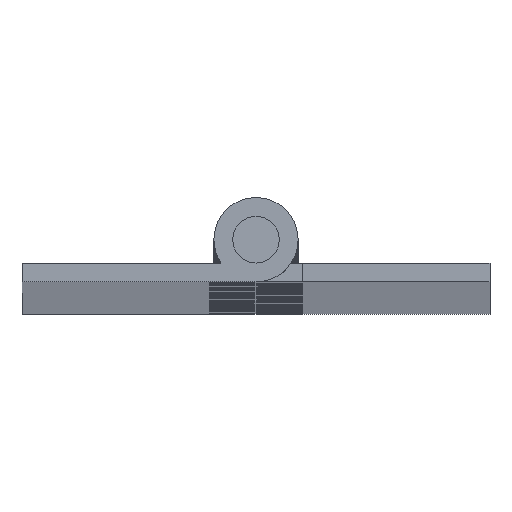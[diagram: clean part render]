
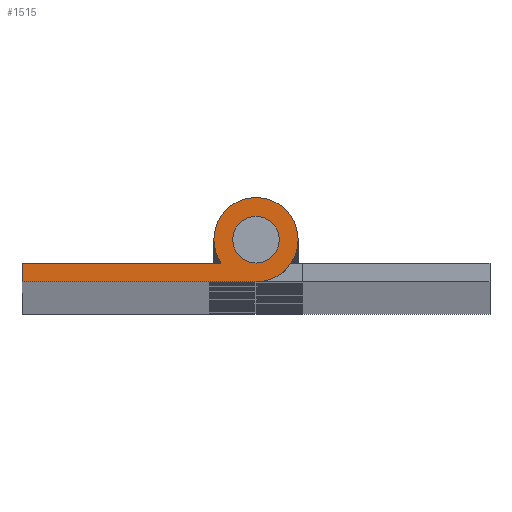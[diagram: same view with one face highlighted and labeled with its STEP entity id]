
A CAD part, top view. The second image highlights one B-rep face of the part: STEP entity #1515.
In plain terms, the highlighted planar face has unit normal (0, 0, 1).
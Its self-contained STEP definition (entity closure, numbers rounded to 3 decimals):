
#211 = VERTEX_POINT ( 'NONE', #3492 ) ;
#378 = DIRECTION ( 'NONE',  ( 0., 0., 1. ) ) ;
#474 = LINE ( 'NONE', #8082, #9276 ) ;
#502 = DIRECTION ( 'NONE',  ( 0., 0., 1. ) ) ;
#599 = VERTEX_POINT ( 'NONE', #9891 ) ;
#753 = VECTOR ( 'NONE', #11546, 1000. ) ;
#1256 = CARTESIAN_POINT ( 'NONE',  ( 0., 0., 0. ) ) ;
#1267 = VERTEX_POINT ( 'NONE', #1713 ) ;
#1351 = DIRECTION ( 'NONE',  ( 1., 0., 0. ) ) ;
#1512 = DIRECTION ( 'NONE',  ( 1., 0., 0. ) ) ;
#1515 = ADVANCED_FACE ( 'NONE', ( #3722, #10039 ), #6585, .T. ) ;
#1517 = AXIS2_PLACEMENT_3D ( 'NONE', #3657, #2519, #10374 ) ;
#1560 = EDGE_CURVE ( 'NONE', #1267, #10139, #7083, .T. ) ;
#1618 = EDGE_CURVE ( 'NONE', #10139, #1267, #6281, .T. ) ;
#1713 = CARTESIAN_POINT ( 'NONE',  ( -2.5, 0., 0. ) ) ;
#2046 = CARTESIAN_POINT ( 'NONE',  ( -25., -4.5, 0. ) ) ;
#2219 = EDGE_CURVE ( 'NONE', #10898, #11897, #4328, .T. ) ;
#2291 = ORIENTED_EDGE ( 'NONE', *, *, #1618, .F. ) ;
#2351 = DIRECTION ( 'NONE',  ( -1., 0., 0. ) ) ;
#2519 = DIRECTION ( 'NONE',  ( 0., 0., 1. ) ) ;
#2592 = CARTESIAN_POINT ( 'NONE',  ( 0., -4.5, 0. ) ) ;
#2991 = VERTEX_POINT ( 'NONE', #2046 ) ;
#3027 = VERTEX_POINT ( 'NONE', #3347 ) ;
#3066 = EDGE_CURVE ( 'NONE', #599, #3027, #9638, .T. ) ;
#3217 = EDGE_CURVE ( 'NONE', #2991, #10898, #4949, .T. ) ;
#3347 = CARTESIAN_POINT ( 'NONE',  ( -25., -2.5, 0. ) ) ;
#3492 = CARTESIAN_POINT ( 'NONE',  ( -4.5, 0., 0. ) ) ;
#3657 = CARTESIAN_POINT ( 'NONE',  ( 0., 0., 0. ) ) ;
#3722 = FACE_BOUND ( 'NONE', #11700, .T. ) ;
#3837 = DIRECTION ( 'NONE',  ( 1., 0., 0. ) ) ;
#4323 = CARTESIAN_POINT ( 'NONE',  ( 0., 0., 0. ) ) ;
#4328 = CIRCLE ( 'NONE', #8894, 4.5 ) ;
#4814 = ORIENTED_EDGE ( 'NONE', *, *, #1560, .F. ) ;
#4879 = CIRCLE ( 'NONE', #11856, 4.5 ) ;
#4949 = LINE ( 'NONE', #10409, #753 ) ;
#5048 = EDGE_CURVE ( 'NONE', #3027, #2991, #474, .T. ) ;
#5153 = VECTOR ( 'NONE', #2351, 1000. ) ;
#5349 = ORIENTED_EDGE ( 'NONE', *, *, #10114, .T. ) ;
#5440 = AXIS2_PLACEMENT_3D ( 'NONE', #1256, #502, #11797 ) ;
#5557 = ORIENTED_EDGE ( 'NONE', *, *, #8436, .T. ) ;
#5714 = EDGE_LOOP ( 'NONE', ( #6322, #8145, #9281, #5349, #5557, #11059 ) ) ;
#6025 = CARTESIAN_POINT ( 'NONE',  ( 2.5, 0., 0. ) ) ;
#6281 = CIRCLE ( 'NONE', #10446, 2.5 ) ;
#6322 = ORIENTED_EDGE ( 'NONE', *, *, #5048, .T. ) ;
#6476 = AXIS2_PLACEMENT_3D ( 'NONE', #4323, #7184, #1512 ) ;
#6585 = PLANE ( 'NONE',  #1517 ) ;
#7058 = DIRECTION ( 'NONE',  ( 1., 0., 0. ) ) ;
#7083 = CIRCLE ( 'NONE', #6476, 2.5 ) ;
#7184 = DIRECTION ( 'NONE',  ( 0., 0., 1. ) ) ;
#8019 = CIRCLE ( 'NONE', #5440, 4.5 ) ;
#8082 = CARTESIAN_POINT ( 'NONE',  ( -25., -2.5, 0. ) ) ;
#8145 = ORIENTED_EDGE ( 'NONE', *, *, #3217, .T. ) ;
#8436 = EDGE_CURVE ( 'NONE', #211, #599, #8019, .T. ) ;
#8894 = AXIS2_PLACEMENT_3D ( 'NONE', #8932, #378, #7058 ) ;
#8932 = CARTESIAN_POINT ( 'NONE',  ( 0., 0., 0. ) ) ;
#9276 = VECTOR ( 'NONE', #11906, 1000. ) ;
#9281 = ORIENTED_EDGE ( 'NONE', *, *, #2219, .T. ) ;
#9557 = DIRECTION ( 'NONE',  ( 0., 0., 1. ) ) ;
#9638 = LINE ( 'NONE', #11645, #5153 ) ;
#9787 = CARTESIAN_POINT ( 'NONE',  ( 4.5, 0., 0. ) ) ;
#9878 = CARTESIAN_POINT ( 'NONE',  ( 0., 0., 0. ) ) ;
#9891 = CARTESIAN_POINT ( 'NONE',  ( -3.742, -2.5, 0. ) ) ;
#10039 = FACE_OUTER_BOUND ( 'NONE', #5714, .T. ) ;
#10114 = EDGE_CURVE ( 'NONE', #11897, #211, #4879, .T. ) ;
#10139 = VERTEX_POINT ( 'NONE', #6025 ) ;
#10374 = DIRECTION ( 'NONE',  ( 1., 0., 0. ) ) ;
#10409 = CARTESIAN_POINT ( 'NONE',  ( -25., -4.5, 0. ) ) ;
#10446 = AXIS2_PLACEMENT_3D ( 'NONE', #12329, #9557, #3837 ) ;
#10898 = VERTEX_POINT ( 'NONE', #2592 ) ;
#11059 = ORIENTED_EDGE ( 'NONE', *, *, #3066, .T. ) ;
#11546 = DIRECTION ( 'NONE',  ( 1., 0., 0. ) ) ;
#11645 = CARTESIAN_POINT ( 'NONE',  ( -3.742, -2.5, 0. ) ) ;
#11700 = EDGE_LOOP ( 'NONE', ( #2291, #4814 ) ) ;
#11797 = DIRECTION ( 'NONE',  ( 1., 0., 0. ) ) ;
#11832 = DIRECTION ( 'NONE',  ( 0., 0., 1. ) ) ;
#11856 = AXIS2_PLACEMENT_3D ( 'NONE', #9878, #11832, #1351 ) ;
#11897 = VERTEX_POINT ( 'NONE', #9787 ) ;
#11906 = DIRECTION ( 'NONE',  ( 0., -1., 0. ) ) ;
#12329 = CARTESIAN_POINT ( 'NONE',  ( 0., 0., 0. ) ) ;
